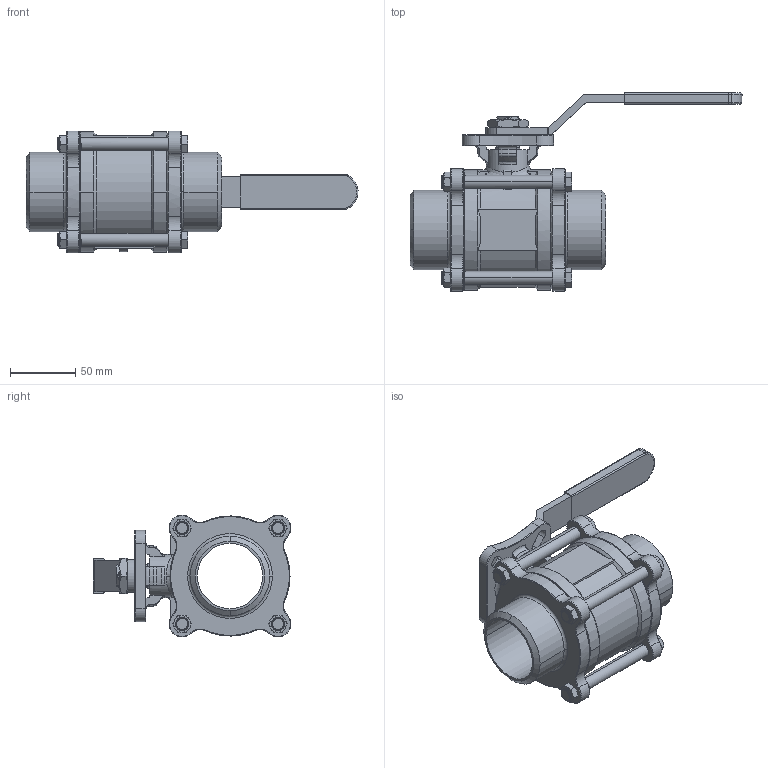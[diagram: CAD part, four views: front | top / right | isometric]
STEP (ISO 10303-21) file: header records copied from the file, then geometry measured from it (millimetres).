
FILE_DESCRIPTION((''),'2;1');
FILE_NAME('2012D-M3-050_ASM','2014-12-26T',('Administrator'),(''),'PRO/ENGINEER BY PARAMETRIC TECHNOLOGY CORPORATION, 2011080','PRO/ENGINEER BY PARAMETRIC TECHNOLOGY CORPORATION, 2011080','');
FILE_SCHEMA(('CONFIG_CONTROL_DESIGN'));
Length unit declared in the file: millimetre
Products named in the file (11): 2013D-M3-050A-BODY_2; 2013D-M3-BALL-050_2; 2013D-M3-SETM-050_2; 2013D-M3-BASHOUPIAN-050_2; 2013D-M3-HANDLE-050_2; 2013D-M3-HANDLENUT-050_2; 050JIAOTAO_2; 2013D-M3-050B-CAP1_2; 050LUOGAN_2; 050LUOMU_2; 2012D-M3-050_ASM
Assembly tree (17 placements, depth 2):
  2012D-M3-050_ASM
    2013D-M3-050A-BODY_2
    2013D-M3-BALL-050_2
    2013D-M3-SETM-050_2
    2013D-M3-BASHOUPIAN-050_2
    2013D-M3-HANDLE-050_2
    2013D-M3-HANDLENUT-050_2
    050JIAOTAO_2
    2013D-M3-050B-CAP1_2  x2
    050LUOGAN_2  x4
    050LUOMU_2  x4
Bounding box: 254.45 x 151.74 x 93.48 mm (x, y, z)
Volume: 509388.2 mm3; surface area: 180739.1 mm2
Topology: 17 solids, 17 shells, 1096 faces, 2928 edges, 1870 vertices
Faces by surface type: cylinder 403, bspline 242, plane 195, cone 135, torus 117, sphere 4
Entity records: 73652 total; most frequent: CARTESIAN_POINT 56124, ORIENTED_EDGE 4152, DIRECTION 2819, EDGE_CURVE 2076, VERTEX_POINT 1341, AXIS2_PLACEMENT_3D 1107, B_SPLINE_CURVE_WITH_KNOTS 943, EDGE_LOOP 801
